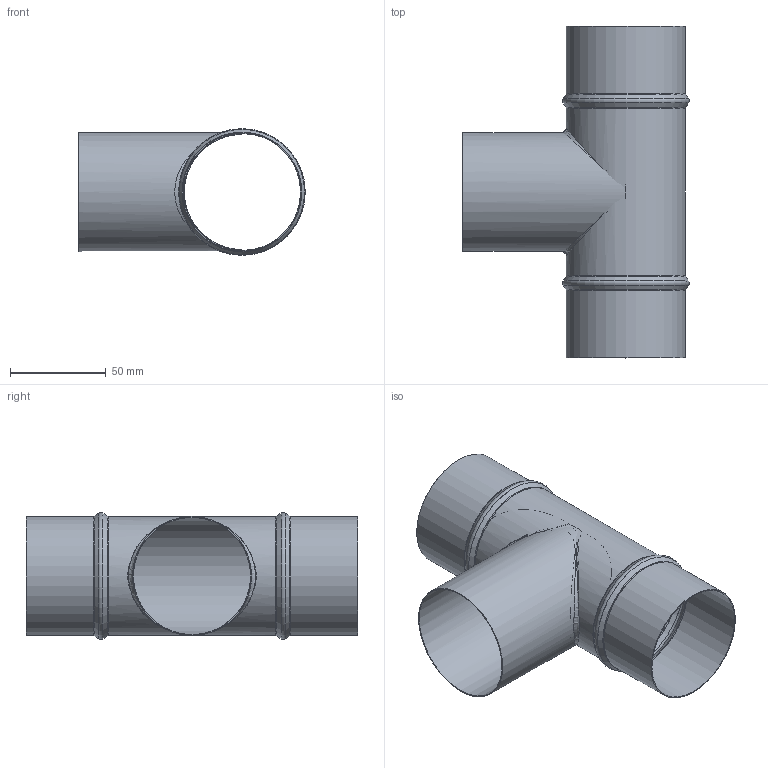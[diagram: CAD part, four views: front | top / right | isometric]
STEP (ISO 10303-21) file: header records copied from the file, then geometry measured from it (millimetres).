
FILE_DESCRIPTION((''),'2;1');
FILE_NAME('HTK_63-63.stp','2014-02-20T15:55:01',(''),(''),'Autodesk Inventor 2013','Autodesk Inventor 2013','');
FILE_SCHEMA(('AUTOMOTIVE_DESIGN { 1 2 10303 214 0 1 1 1 }'));
Length unit declared in the file: millimetre
Products named in the file (4): HTK_63-63; HTKRörämne_63-63; HPS_63-63; HPSRörämne_63-63
Assembly tree (3 placements, depth 3):
  HTK_63-63
    HTKRörämne_63-63
    HPS_63-63
      HPSRörämne_63-63
Bounding box: 118.12 x 173 x 66.04 mm (x, y, z)
Volume: 23267.9 mm3; surface area: 93713.4 mm2
Topology: 2 solids, 2 shells, 59 faces, 146 edges, 88 vertices
Faces by surface type: cylinder 20, torus 12, plane 11, cone 10, bspline 6
Full cylindrical faces by diameter (mm): 61.05 x4, 62.05 x4
Entity records: 2715 total; most frequent: CARTESIAN_POINT 1340, DIRECTION 236, ORIENTED_EDGE 232, EDGE_CURVE 116, AXIS2_PLACEMENT_3D 106, EDGE_LOOP 92, VERTEX_POINT 86, STYLED_ITEM 61
